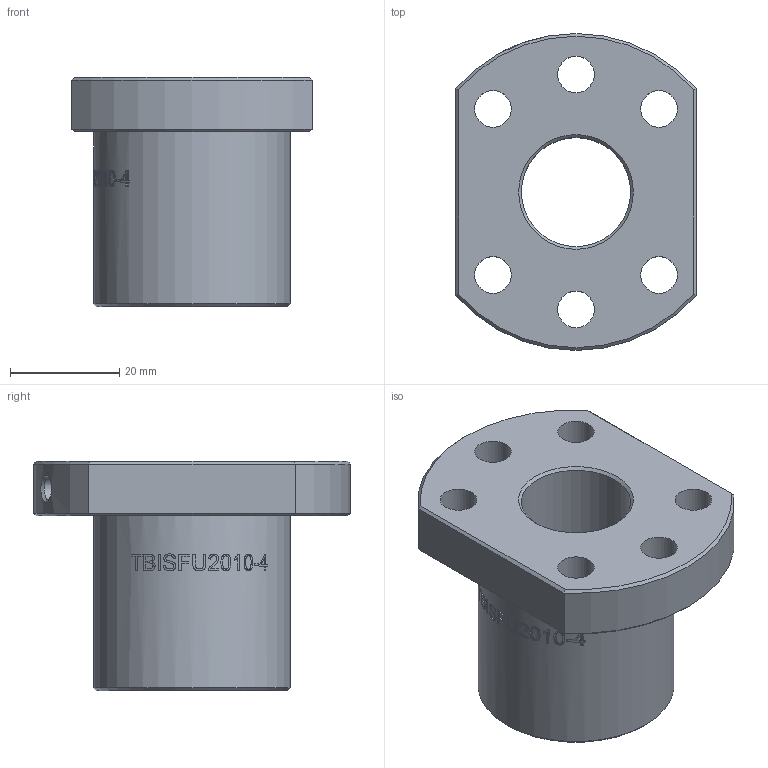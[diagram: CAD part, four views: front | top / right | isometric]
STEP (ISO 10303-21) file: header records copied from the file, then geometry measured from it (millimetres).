
FILE_DESCRIPTION(/* description */ (''),/* implementation_level */ '2;1');
FILE_NAME(/* name */ 'SFU2010-4.stp',/* time_stamp */ '2020-03-06T13:03:33+08:00',/* author */ (''),/* organization */ (''),/* preprocessor_version */ 'ST-DEVELOPER v16',/* originating_system */ 'SIEMENS PLM Software NX 10.0',/* authorisation */ '');
FILE_SCHEMA (('AUTOMOTIVE_DESIGN { 1 0 10303 214 3 1 1 1 }'));
Length unit declared in the file: millimetre
Products named in the file (1): DELL2854BF2Br0fp
Bounding box: 44 x 58 x 42 mm (x, y, z)
Volume: 39858.7 mm3; surface area: 12744 mm2
Topology: 1 solids, 1 shells, 186 faces, 483 edges, 318 vertices
Faces by surface type: plane 80, extrusion 79, cylinder 17, cone 9, bspline 1
Full cylindrical faces by diameter (mm): 4 x1, 4.2 x1, 6.7 x6, 20 x1, 36 x1
Entity records: 7135 total; most frequent: CARTESIAN_POINT 2986, ORIENTED_EDGE 928, DIRECTION 594, EDGE_CURVE 464, VERTEX_POINT 316, B_SPLINE_CURVE_WITH_KNOTS 305, VECTOR 254, EDGE_LOOP 235
